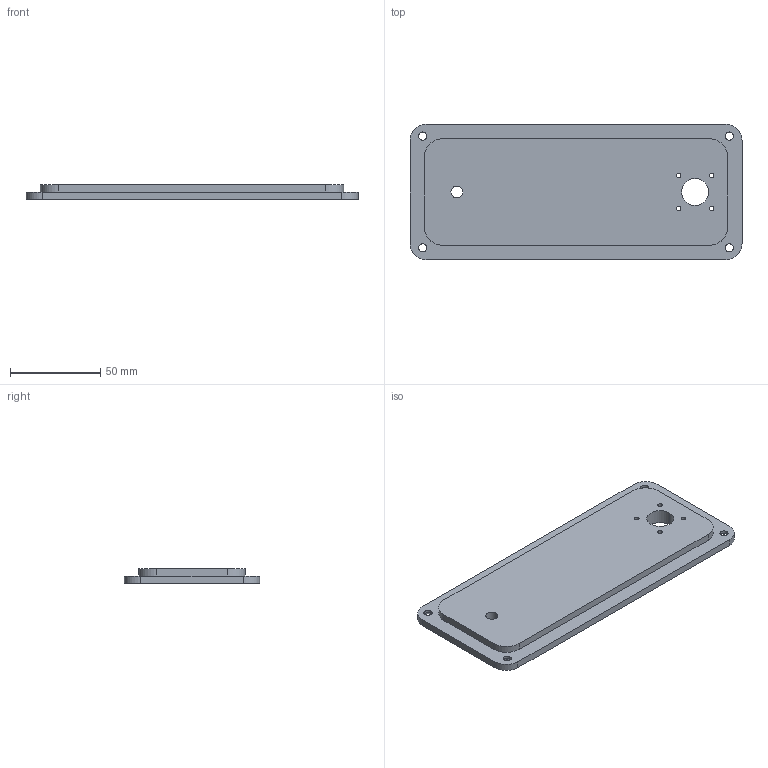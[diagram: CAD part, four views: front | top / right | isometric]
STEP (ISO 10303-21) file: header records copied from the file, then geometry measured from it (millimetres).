
FILE_DESCRIPTION (( 'STEP AP214' ), '1' );
FILE_NAME ('UTCrawlV1-USI-006-carter-propulsion.STEP', '2019-10-04T08:37:38', ( '' ), ( '' ), 'SwSTEP 2.0', 'SolidWorks 2018', '' );
FILE_SCHEMA (( 'AUTOMOTIVE_DESIGN' ));
Length unit declared in the file: millimetre
Products named in the file (1): UTCrawlV1-USI-006-carter-propulsion
Bounding box: 184 x 75 x 8 mm (x, y, z)
Volume: 91774.7 mm3; surface area: 31575.9 mm2
Topology: 1 solids, 1 shells, 49 faces, 128 edges, 82 vertices
Faces by surface type: cylinder 28, plane 11, cone 10
Entity records: 1690 total; most frequent: DIRECTION 294, CARTESIAN_POINT 260, ORIENTED_EDGE 256, EDGE_CURVE 128, AXIS2_PLACEMENT_3D 116, VERTEX_POINT 82, EDGE_LOOP 70, CIRCLE 66
